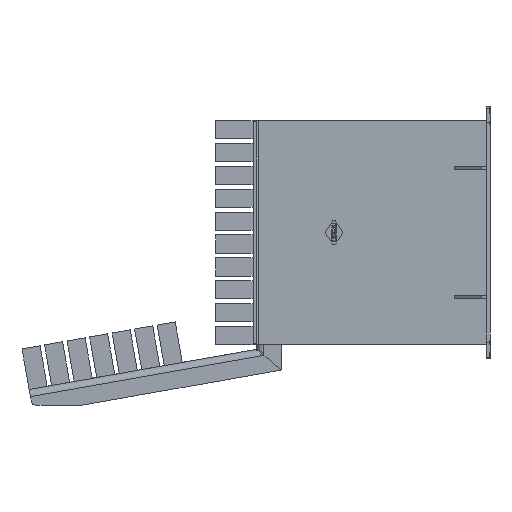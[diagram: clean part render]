
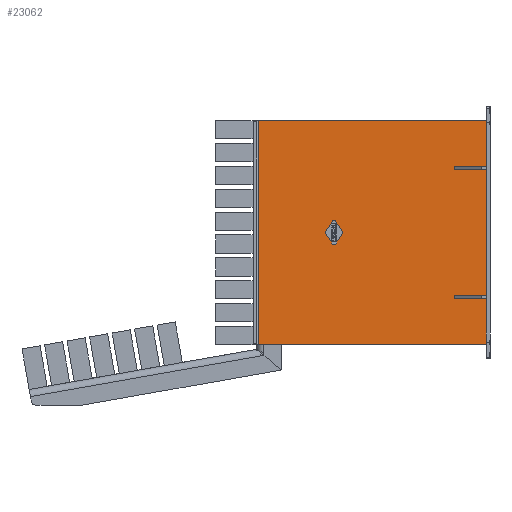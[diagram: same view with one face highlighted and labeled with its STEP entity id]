
A CAD part, left-side view. The second image highlights one B-rep face of the part: STEP entity #23062.
In plain terms, the highlighted face is planar.
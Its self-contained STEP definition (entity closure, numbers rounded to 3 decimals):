
#19 = EDGE_CURVE ( 'NONE', #7122, #21621, #23156, .T. ) ;
#265 = DIRECTION ( 'NONE',  ( 1., 0., 0. ) ) ;
#488 = VECTOR ( 'NONE', #265, 1000. ) ;
#937 = LINE ( 'NONE', #24727, #18277 ) ;
#1397 = LINE ( 'NONE', #5424, #3545 ) ;
#1718 = LINE ( 'NONE', #7339, #16255 ) ;
#1729 = VECTOR ( 'NONE', #6468, 1000. ) ;
#1771 = VERTEX_POINT ( 'NONE', #4845 ) ;
#2064 = CARTESIAN_POINT ( 'NONE',  ( -75., -261., 0. ) ) ;
#2350 = CARTESIAN_POINT ( 'NONE',  ( -245., 244., 0. ) ) ;
#2457 = ORIENTED_EDGE ( 'NONE', *, *, #10240, .F. ) ;
#2664 = ORIENTED_EDGE ( 'NONE', *, *, #18205, .T. ) ;
#2959 = EDGE_CURVE ( 'NONE', #25487, #12951, #22100, .T. ) ;
#3036 = VERTEX_POINT ( 'NONE', #4686 ) ;
#3082 = CARTESIAN_POINT ( 'NONE',  ( 75., -261., 0. ) ) ;
#3453 = LINE ( 'NONE', #17232, #19412 ) ;
#3545 = VECTOR ( 'NONE', #10052, 1000. ) ;
#4233 = ORIENTED_EDGE ( 'NONE', *, *, #9583, .T. ) ;
#4354 = LINE ( 'NONE', #24366, #16429 ) ;
#4585 = CARTESIAN_POINT ( 'NONE',  ( 245., -255., 0. ) ) ;
#4686 = CARTESIAN_POINT ( 'NONE',  ( -245., 244., 0. ) ) ;
#4754 = CARTESIAN_POINT ( 'NONE',  ( 75., -255., 0. ) ) ;
#4845 = CARTESIAN_POINT ( 'NONE',  ( -245., -255., 0. ) ) ;
#5340 = ORIENTED_EDGE ( 'NONE', *, *, #19, .F. ) ;
#5424 = CARTESIAN_POINT ( 'NONE',  ( -245., -255., 0. ) ) ;
#5548 = ORIENTED_EDGE ( 'NONE', *, *, #21729, .F. ) ;
#5836 = VECTOR ( 'NONE', #16730, 1000. ) ;
#6049 = DIRECTION ( 'NONE',  ( 0., 0., -1. ) ) ;
#6468 = DIRECTION ( 'NONE',  ( 0., 1., 0. ) ) ;
#7122 = VERTEX_POINT ( 'NONE', #13646 ) ;
#7189 = DIRECTION ( 'NONE',  ( 0., 1., 0. ) ) ;
#7233 = DIRECTION ( 'NONE',  ( 0., -1., 0. ) ) ;
#7339 = CARTESIAN_POINT ( 'NONE',  ( 245., -255., 0. ) ) ;
#7872 = CARTESIAN_POINT ( 'NONE',  ( -75., -255., 0. ) ) ;
#8338 = DIRECTION ( 'NONE',  ( 1., 0., 0. ) ) ;
#8812 = AXIS2_PLACEMENT_3D ( 'NONE', #25666, #6049, #12047 ) ;
#8848 = LINE ( 'NONE', #20524, #16446 ) ;
#9583 = EDGE_CURVE ( 'NONE', #25209, #16895, #1397, .T. ) ;
#9935 = EDGE_CURVE ( 'NONE', #10766, #22215, #4354, .T. ) ;
#10009 = CARTESIAN_POINT ( 'NONE',  ( -105., -261., 0. ) ) ;
#10052 = DIRECTION ( 'NONE',  ( 1., 0., 0. ) ) ;
#10240 = EDGE_CURVE ( 'NONE', #19326, #7122, #17793, .T. ) ;
#10256 = ORIENTED_EDGE ( 'NONE', *, *, #10284, .T. ) ;
#10284 = EDGE_CURVE ( 'NONE', #1771, #21621, #8848, .T. ) ;
#10766 = VERTEX_POINT ( 'NONE', #20495 ) ;
#10882 = EDGE_LOOP ( 'NONE', ( #11614, #2664, #10256, #5340, #2457, #15319, #4233, #5548, #21271, #22213, #13632, #12640 ) ) ;
#11086 = DIRECTION ( 'NONE',  ( 0., 1., 0. ) ) ;
#11614 = ORIENTED_EDGE ( 'NONE', *, *, #20256, .F. ) ;
#11855 = CARTESIAN_POINT ( 'NONE',  ( 105., -255., 0. ) ) ;
#12047 = DIRECTION ( 'NONE',  ( -1., 0., 0. ) ) ;
#12202 = CARTESIAN_POINT ( 'NONE',  ( -105., -255., 0. ) ) ;
#12326 = VECTOR ( 'NONE', #7189, 1000. ) ;
#12640 = ORIENTED_EDGE ( 'NONE', *, *, #22313, .T. ) ;
#12951 = VERTEX_POINT ( 'NONE', #4585 ) ;
#13632 = ORIENTED_EDGE ( 'NONE', *, *, #2959, .T. ) ;
#13646 = CARTESIAN_POINT ( 'NONE',  ( -105., -261., 0. ) ) ;
#14404 = LINE ( 'NONE', #22447, #1729 ) ;
#14418 = VECTOR ( 'NONE', #8338, 1000. ) ;
#14641 = VERTEX_POINT ( 'NONE', #14983 ) ;
#14983 = CARTESIAN_POINT ( 'NONE',  ( 245., 244., 0. ) ) ;
#15319 = ORIENTED_EDGE ( 'NONE', *, *, #23761, .T. ) ;
#15670 = PLANE ( 'NONE',  #8812 ) ;
#15757 = CARTESIAN_POINT ( 'NONE',  ( 75., -261., 0. ) ) ;
#16255 = VECTOR ( 'NONE', #25380, 1000. ) ;
#16429 = VECTOR ( 'NONE', #20196, 1000. ) ;
#16446 = VECTOR ( 'NONE', #22477, 1000. ) ;
#16730 = DIRECTION ( 'NONE',  ( 0., 1., 0. ) ) ;
#16895 = VERTEX_POINT ( 'NONE', #4754 ) ;
#17232 = CARTESIAN_POINT ( 'NONE',  ( -245., -255., 0. ) ) ;
#17645 = VECTOR ( 'NONE', #17923, 1000. ) ;
#17793 = LINE ( 'NONE', #10009, #17645 ) ;
#17923 = DIRECTION ( 'NONE',  ( -1., 0., 0. ) ) ;
#17946 = LINE ( 'NONE', #2350, #14418 ) ;
#18205 = EDGE_CURVE ( 'NONE', #3036, #1771, #3453, .T. ) ;
#18277 = VECTOR ( 'NONE', #11086, 1000. ) ;
#18864 = CARTESIAN_POINT ( 'NONE',  ( -105., -261., 0. ) ) ;
#19326 = VERTEX_POINT ( 'NONE', #2064 ) ;
#19412 = VECTOR ( 'NONE', #7233, 1000. ) ;
#20196 = DIRECTION ( 'NONE',  ( -1., 0., 0. ) ) ;
#20256 = EDGE_CURVE ( 'NONE', #3036, #14641, #17946, .T. ) ;
#20495 = CARTESIAN_POINT ( 'NONE',  ( 105., -261., 0. ) ) ;
#20524 = CARTESIAN_POINT ( 'NONE',  ( -245., -255., 0. ) ) ;
#20864 = LINE ( 'NONE', #3082, #5836 ) ;
#21271 = ORIENTED_EDGE ( 'NONE', *, *, #9935, .F. ) ;
#21621 = VERTEX_POINT ( 'NONE', #12202 ) ;
#21729 = EDGE_CURVE ( 'NONE', #22215, #16895, #20864, .T. ) ;
#21763 = FACE_OUTER_BOUND ( 'NONE', #10882, .T. ) ;
#22100 = LINE ( 'NONE', #24036, #488 ) ;
#22213 = ORIENTED_EDGE ( 'NONE', *, *, #22786, .T. ) ;
#22215 = VERTEX_POINT ( 'NONE', #15757 ) ;
#22313 = EDGE_CURVE ( 'NONE', #12951, #14641, #1718, .T. ) ;
#22447 = CARTESIAN_POINT ( 'NONE',  ( 105., -261., 0. ) ) ;
#22477 = DIRECTION ( 'NONE',  ( 1., 0., 0. ) ) ;
#22786 = EDGE_CURVE ( 'NONE', #10766, #25487, #14404, .T. ) ;
#23062 = ADVANCED_FACE ( 'NONE', ( #21763 ), #15670, .F. ) ;
#23156 = LINE ( 'NONE', #18864, #12326 ) ;
#23761 = EDGE_CURVE ( 'NONE', #19326, #25209, #937, .T. ) ;
#24036 = CARTESIAN_POINT ( 'NONE',  ( -245., -255., 0. ) ) ;
#24366 = CARTESIAN_POINT ( 'NONE',  ( 105., -261., 0. ) ) ;
#24727 = CARTESIAN_POINT ( 'NONE',  ( -75., -261., 0. ) ) ;
#25209 = VERTEX_POINT ( 'NONE', #7872 ) ;
#25380 = DIRECTION ( 'NONE',  ( 0., 1., 0. ) ) ;
#25487 = VERTEX_POINT ( 'NONE', #11855 ) ;
#25666 = CARTESIAN_POINT ( 'NONE',  ( 0., 0., 0. ) ) ;
